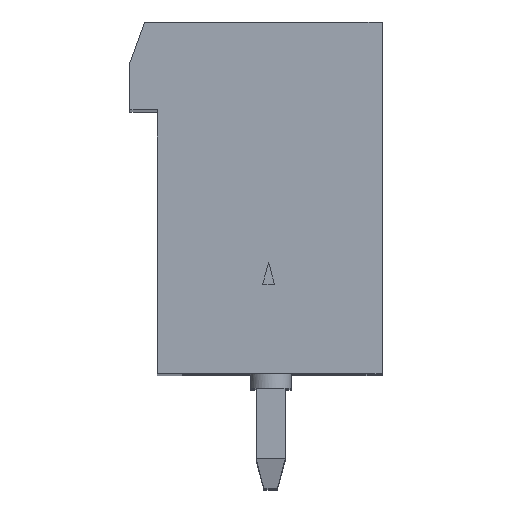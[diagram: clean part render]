
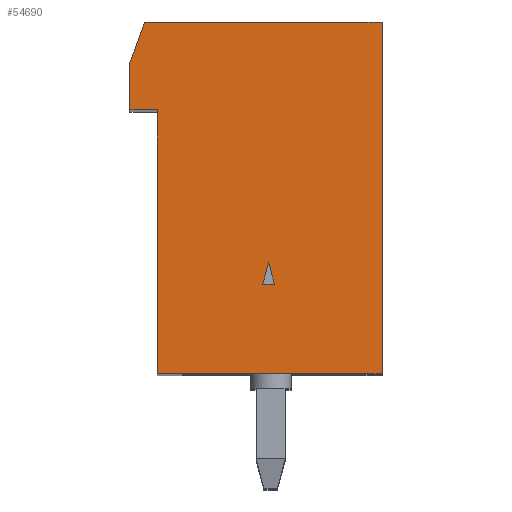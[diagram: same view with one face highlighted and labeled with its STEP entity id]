
A CAD part, top view. The second image highlights one B-rep face of the part: STEP entity #54690.
In plain terms, the highlighted planar face has unit normal (0, 0, 1).
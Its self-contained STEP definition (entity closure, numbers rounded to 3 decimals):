
#26920=CARTESIAN_POINT('',(36.627,37.773,3.54));
#26930=VERTEX_POINT('',#26920);
#26960=CARTESIAN_POINT('',(0.,37.773,3.54));
#26970=DIRECTION('',(1.,0.,0.));
#26980=VECTOR('',#26970,1.);
#26990=LINE('',#26960,#26980);
#27000=CARTESIAN_POINT('',(48.627,37.773,3.54));
#27010=VERTEX_POINT('',#27000);
#27020=EDGE_CURVE('',#26930,#27010,#26990,.T.);
#35170=CARTESIAN_POINT('',(36.627,45.443,3.54));
#35180=VERTEX_POINT('',#35170);
#35210=CARTESIAN_POINT('',(36.627,0.,3.54));
#35220=DIRECTION('',(0.,-1.,0.));
#35230=VECTOR('',#35220,1.);
#35240=LINE('',#35210,#35230);
#35250=EDGE_CURVE('',#35180,#26930,#35240,.T.);
#44490=CARTESIAN_POINT('',(45.627,45.443,3.54));
#44500=VERTEX_POINT('',#44490);
#44530=CARTESIAN_POINT('',(0.,45.443,3.54));
#44540=DIRECTION('',(-1.,0.,0.));
#44550=VECTOR('',#44540,1.);
#44560=LINE('',#44530,#44550);
#44570=EDGE_CURVE('',#44500,#35180,#44560,.T.);
#54030=CARTESIAN_POINT('',(42.394,39.31,3.54));
#54040=DIRECTION('',(0.,0.,1.));
#54050=DIRECTION('',(1.,0.,0.));
#54060=AXIS2_PLACEMENT_3D('',#54030,#54040,#54050);
#54070=PLANE('',#54060);
#54080=CARTESIAN_POINT('',(45.627,0.,3.54));
#54090=DIRECTION('',(0.,-1.,0.));
#54100=VECTOR('',#54090,1.);
#54110=LINE('',#54080,#54100);
#54120=CARTESIAN_POINT('',(45.627,46.373,3.54));
#54130=VERTEX_POINT('',#54120);
#54140=EDGE_CURVE('',#54130,#44500,#54110,.T.);
#54150=ORIENTED_EDGE('',*,*,#54140,.T.);
#54160=CARTESIAN_POINT('',(0.,46.373,3.54));
#54170=DIRECTION('',(-1.,0.,0.));
#54180=VECTOR('',#54170,1.);
#54190=LINE('',#54160,#54180);
#54200=CARTESIAN_POINT('',(47.253,46.373,3.54));
#54210=VERTEX_POINT('',#54200);
#54220=EDGE_CURVE('',#54210,#54130,#54190,.T.);
#54230=ORIENTED_EDGE('',*,*,#54220,.T.);
#54240=CARTESIAN_POINT('',(0.,63.571,3.54));
#54250=DIRECTION('',(-0.94,0.342,0.));
#54260=VECTOR('',#54250,1.);
#54270=LINE('',#54240,#54260);
#54280=CARTESIAN_POINT('',(48.627,45.873,3.54));
#54290=VERTEX_POINT('',#54280);
#54300=EDGE_CURVE('',#54290,#54210,#54270,.T.);
#54310=ORIENTED_EDGE('',*,*,#54300,.T.);
#54320=CARTESIAN_POINT('',(48.627,0.,3.54));
#54330=DIRECTION('',(0.,1.,0.));
#54340=VECTOR('',#54330,1.);
#54350=LINE('',#54320,#54340);
#54360=EDGE_CURVE('',#27010,#54290,#54350,.T.);
#54370=ORIENTED_EDGE('',*,*,#54360,.T.);
#54380=ORIENTED_EDGE('',*,*,#27020,.T.);
#54390=ORIENTED_EDGE('',*,*,#35250,.T.);
#54400=ORIENTED_EDGE('',*,*,#44570,.T.);
#54410=EDGE_LOOP('',(#54400,#54390,#54380,#54370,#54310,#54230,#54150));
#54420=FACE_OUTER_BOUND('',#54410,.T.);
#54430=CARTESIAN_POINT('',(0.,52.475,3.54));
#54440=DIRECTION('',(-0.966,0.259,0.));
#54450=VECTOR('',#54440,1.);
#54460=LINE('',#54430,#54450);
#54470=CARTESIAN_POINT('',(40.427,41.643,3.54));
#54480=VERTEX_POINT('',#54470);
#54490=CARTESIAN_POINT('',(39.677,41.844,3.54));
#54500=VERTEX_POINT('',#54490);
#54510=EDGE_CURVE('',#54480,#54500,#54460,.T.);
#54520=ORIENTED_EDGE('',*,*,#54510,.F.);
#54530=CARTESIAN_POINT('',(39.677,0.,3.54));
#54540=DIRECTION('',(0.,-1.,0.));
#54550=VECTOR('',#54540,1.);
#54560=LINE('',#54530,#54550);
#54570=CARTESIAN_POINT('',(39.677,41.442,3.54));
#54580=VERTEX_POINT('',#54570);
#54590=EDGE_CURVE('',#54500,#54580,#54560,.T.);
#54600=ORIENTED_EDGE('',*,*,#54590,.F.);
#54610=CARTESIAN_POINT('',(0.,30.81,3.54));
#54620=DIRECTION('',(0.966,0.259,0.));
#54630=VECTOR('',#54620,1.);
#54640=LINE('',#54610,#54630);
#54650=EDGE_CURVE('',#54580,#54480,#54640,.T.);
#54660=ORIENTED_EDGE('',*,*,#54650,.F.);
#54670=EDGE_LOOP('',(#54660,#54600,#54520));
#54680=FACE_BOUND('',#54670,.T.);
#54690=ADVANCED_FACE('',(#54420,#54680),#54070,.T.);
